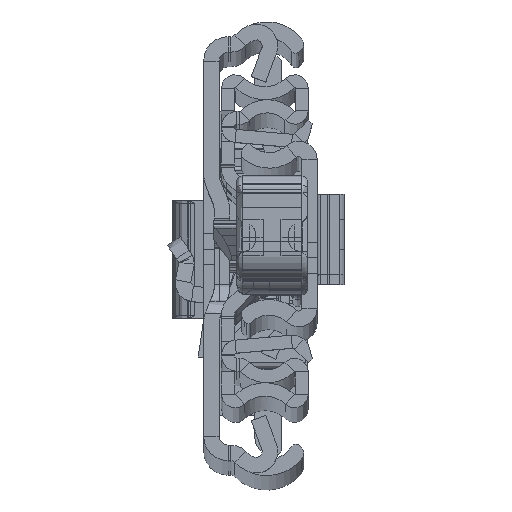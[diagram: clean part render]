
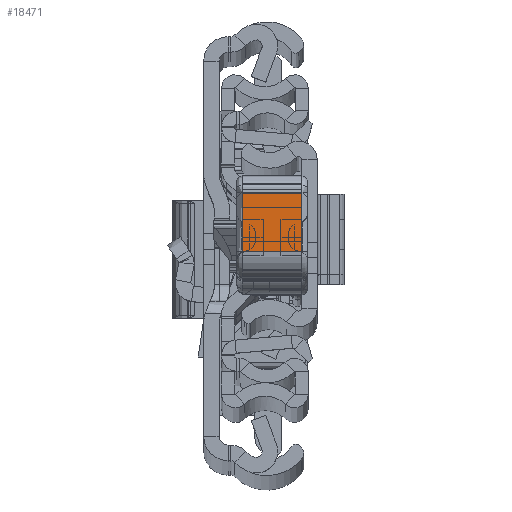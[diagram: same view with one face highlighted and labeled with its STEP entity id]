
A CAD part, top view. The second image highlights one B-rep face of the part: STEP entity #18471.
In plain terms, the highlighted face is planar.
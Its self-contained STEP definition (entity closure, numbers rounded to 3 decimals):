
#221 = FACE_OUTER_BOUND ( 'NONE', #19853, .T. ) ;
#838 = VERTEX_POINT ( 'NONE', #11245 ) ;
#1509 = CARTESIAN_POINT ( 'NONE',  ( 39.55, -12.274, -10. ) ) ;
#2146 = DIRECTION ( 'NONE',  ( 0.027, 1., 0. ) ) ;
#2254 = CARTESIAN_POINT ( 'NONE',  ( 39.818, -2.465, 0. ) ) ;
#2415 = EDGE_CURVE ( 'NONE', #838, #34867, #22053, .T. ) ;
#4790 = CARTESIAN_POINT ( 'NONE',  ( 39.55, -12.274, 0. ) ) ;
#7896 = ORIENTED_EDGE ( 'NONE', *, *, #28928, .F. ) ;
#7919 = LINE ( 'NONE', #34957, #35879 ) ;
#9927 = LINE ( 'NONE', #32971, #10922 ) ;
#10922 = VECTOR ( 'NONE', #32764, 1000. ) ;
#11245 = CARTESIAN_POINT ( 'NONE',  ( 39.818, -2.465, -10. ) ) ;
#13225 = CARTESIAN_POINT ( 'NONE',  ( 39.55, -12.274, -10. ) ) ;
#14629 = PLANE ( 'NONE',  #36576 ) ;
#15721 = DIRECTION ( 'NONE',  ( -0.027, -1., 0. ) ) ;
#16455 = ORIENTED_EDGE ( 'NONE', *, *, #37473, .F. ) ;
#17490 = CARTESIAN_POINT ( 'NONE',  ( 39.55, -12.274, -11. ) ) ;
#18471 = ADVANCED_FACE ( 'NONE', ( #221 ), #14629, .F. ) ;
#19449 = EDGE_CURVE ( 'NONE', #32907, #838, #9927, .T. ) ;
#19853 = EDGE_LOOP ( 'NONE', ( #7896, #33478, #22248, #16455 ) ) ;
#21181 = VECTOR ( 'NONE', #24414, 1000. ) ;
#22053 = LINE ( 'NONE', #1509, #27446 ) ;
#22248 = ORIENTED_EDGE ( 'NONE', *, *, #19449, .F. ) ;
#24414 = DIRECTION ( 'NONE',  ( 0., 0., 1. ) ) ;
#25933 = DIRECTION ( 'NONE',  ( -0.027, -1., 0. ) ) ;
#26307 = DIRECTION ( 'NONE',  ( -1., 0.027, 0. ) ) ;
#27086 = CARTESIAN_POINT ( 'NONE',  ( 39.55, -12.274, -11. ) ) ;
#27270 = LINE ( 'NONE', #27086, #21181 ) ;
#27446 = VECTOR ( 'NONE', #15721, 1000. ) ;
#28928 = EDGE_CURVE ( 'NONE', #34867, #34806, #27270, .T. ) ;
#32764 = DIRECTION ( 'NONE',  ( 0., 0., -1. ) ) ;
#32907 = VERTEX_POINT ( 'NONE', #2254 ) ;
#32971 = CARTESIAN_POINT ( 'NONE',  ( 39.818, -2.465, -11. ) ) ;
#33478 = ORIENTED_EDGE ( 'NONE', *, *, #2415, .F. ) ;
#34806 = VERTEX_POINT ( 'NONE', #4790 ) ;
#34867 = VERTEX_POINT ( 'NONE', #13225 ) ;
#34957 = CARTESIAN_POINT ( 'NONE',  ( 39.55, -12.274, 0. ) ) ;
#35879 = VECTOR ( 'NONE', #2146, 1000. ) ;
#36576 = AXIS2_PLACEMENT_3D ( 'NONE', #17490, #26307, #25933 ) ;
#37473 = EDGE_CURVE ( 'NONE', #34806, #32907, #7919, .T. ) ;
